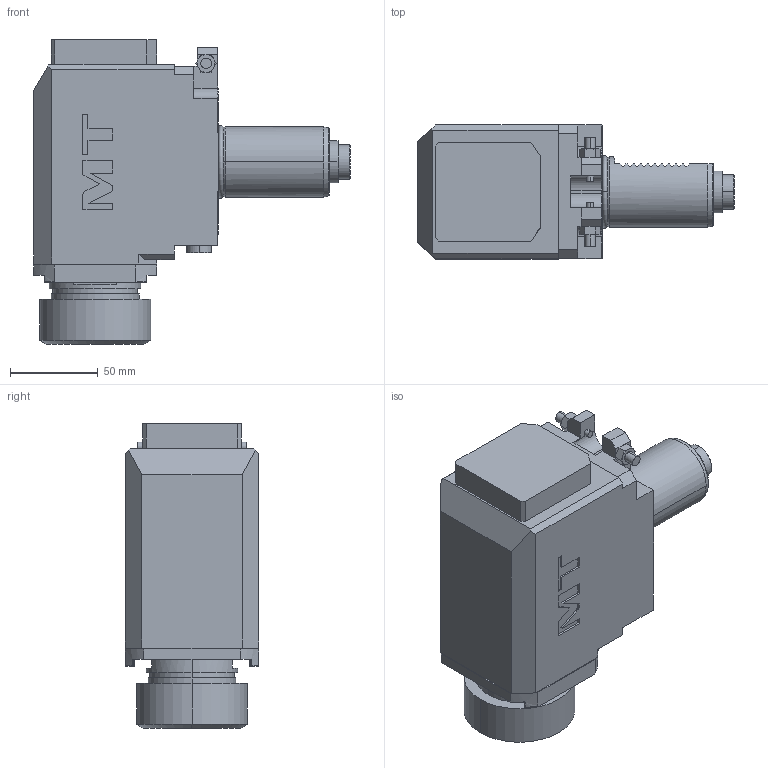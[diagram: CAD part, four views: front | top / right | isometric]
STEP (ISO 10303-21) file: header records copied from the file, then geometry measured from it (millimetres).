
FILE_DESCRIPTION((''),'2;1');
FILE_NAME('SAU0841240_CONF','2025-01-17T15:35:22',('fpalella'),('M.T. srl'),'CREO PARAMETRIC BY PTC INC, 2023352','CREO PARAMETRIC BY PTC INC, 2023352','');
FILE_SCHEMA(('CONFIG_CONTROL_DESIGN'));
Length unit declared in the file: millimetre
Products named in the file (1): SAU0841240_CONF
Bounding box: 180 x 76 x 173.16 mm (x, y, z)
Volume: 1110048.6 mm3; surface area: 90203.3 mm2
Topology: 1 solids, 1 shells, 305 faces, 784 edges, 506 vertices
Faces by surface type: plane 183, cylinder 72, cone 37, torus 9, extrusion 4
Entity records: 10201 total; most frequent: CARTESIAN_POINT 2842, ORIENTED_EDGE 1568, DIRECTION 1442, EDGE_CURVE 784, VERTEX_POINT 506, AXIS2_PLACEMENT_3D 487, VECTOR 468, LINE 464
